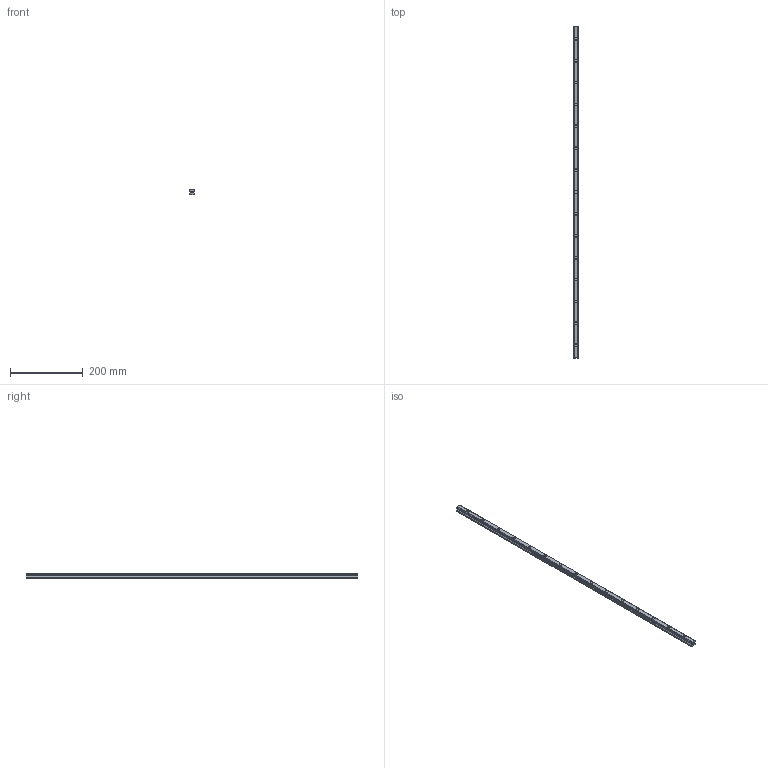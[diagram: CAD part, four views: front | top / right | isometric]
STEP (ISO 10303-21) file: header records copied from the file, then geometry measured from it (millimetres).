
FILE_DESCRIPTION(('STEP AP214'),'1');
FILE_NAME('cctmp_999DD216-91F1-45E7-B908-8A38CC441DD1_2020_5_13_8_23_34_171..stp','2020-05-13T06:23:34',('HIWIN GmbH'),('CADClick - www.CADClick.com'),'Spatial InterOp 3D',' ','unknown authorization');
FILE_SCHEMA(('AUTOMOTIVE_DESIGN'));
Length unit declared in the file: millimetre
Products named in the file (1): HGR15R910H_FILE
Bounding box: 15 x 910 x 15 mm (x, y, z)
Volume: 167257.4 mm3; surface area: 60794.2 mm2
Topology: 1 solids, 1 shells, 250 faces, 597 edges, 398 vertices
Faces by surface type: plane 134, cylinder 116
Entity records: 9337 total; most frequent: DIRECTION 1331, CARTESIAN_POINT 1246, ORIENTED_EDGE 1194, EDGE_CURVE 597, AXIS2_PLACEMENT_3D 483, VERTEX_POINT 398, LINE 365, VECTOR 365
